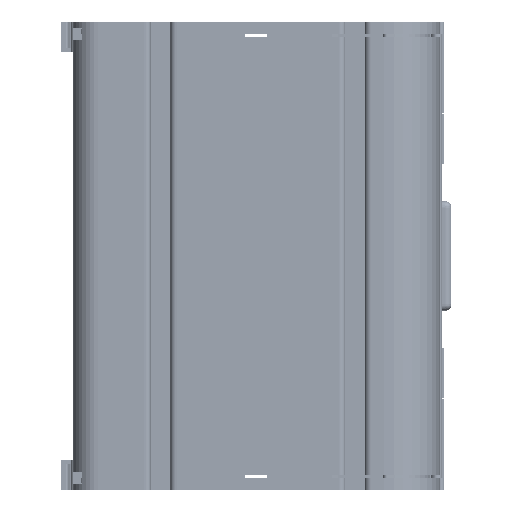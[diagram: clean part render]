
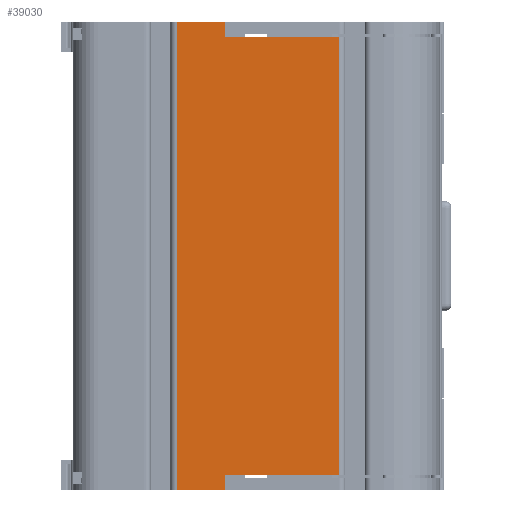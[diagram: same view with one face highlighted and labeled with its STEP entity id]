
A CAD part, front view. The second image highlights one B-rep face of the part: STEP entity #39030.
In plain terms, the highlighted planar face has unit normal (0, -1, 0).
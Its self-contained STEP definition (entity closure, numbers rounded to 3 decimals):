
#1772=FACE_OUTER_BOUND('',#3913,.T.);
#3913=EDGE_LOOP('',(#26559,#26560,#26561,#26562,#26563,#26564,#26565,#26566));
#7582=LINE('',#59041,#11909);
#7583=LINE('',#59043,#11910);
#7584=LINE('',#59045,#11911);
#7585=LINE('',#59047,#11912);
#7586=LINE('',#59049,#11913);
#7587=LINE('',#59051,#11914);
#7588=LINE('',#59053,#11915);
#7589=LINE('',#59054,#11916);
#11909=VECTOR('',#45083,11.3);
#11910=VECTOR('',#45084,3.5);
#11911=VECTOR('',#45085,26.5);
#11912=VECTOR('',#45086,102.);
#11913=VECTOR('',#45087,26.5);
#11914=VECTOR('',#45088,3.5);
#11915=VECTOR('',#45089,11.3);
#11916=VECTOR('',#45090,109.);
#16071=VERTEX_POINT('',#59039);
#16072=VERTEX_POINT('',#59040);
#16073=VERTEX_POINT('',#59042);
#16074=VERTEX_POINT('',#59044);
#16075=VERTEX_POINT('',#59046);
#16076=VERTEX_POINT('',#59048);
#16077=VERTEX_POINT('',#59050);
#16078=VERTEX_POINT('',#59052);
#20139=EDGE_CURVE('',#16071,#16072,#7582,.T.);
#20140=EDGE_CURVE('',#16071,#16073,#7583,.T.);
#20141=EDGE_CURVE('',#16074,#16073,#7584,.T.);
#20142=EDGE_CURVE('',#16074,#16075,#7585,.T.);
#20143=EDGE_CURVE('',#16075,#16076,#7586,.T.);
#20144=EDGE_CURVE('',#16077,#16076,#7587,.T.);
#20145=EDGE_CURVE('',#16077,#16078,#7588,.T.);
#20146=EDGE_CURVE('',#16078,#16072,#7589,.T.);
#26559=ORIENTED_EDGE('',*,*,#20139,.F.);
#26560=ORIENTED_EDGE('',*,*,#20140,.T.);
#26561=ORIENTED_EDGE('',*,*,#20141,.F.);
#26562=ORIENTED_EDGE('',*,*,#20142,.T.);
#26563=ORIENTED_EDGE('',*,*,#20143,.T.);
#26564=ORIENTED_EDGE('',*,*,#20144,.F.);
#26565=ORIENTED_EDGE('',*,*,#20145,.T.);
#26566=ORIENTED_EDGE('',*,*,#20146,.T.);
#36439=PLANE('',#41255);
#39030=ADVANCED_FACE('',(#1772),#36439,.F.);
#41255=AXIS2_PLACEMENT_3D('',#59038,#45081,#45082);
#45081=DIRECTION('center_axis',(0.,1.,0.));
#45082=DIRECTION('ref_axis',(0.,0.,1.));
#45083=DIRECTION('',(-1.,0.,0.));
#45084=DIRECTION('',(0.,0.,1.));
#45085=DIRECTION('',(-1.,0.,0.));
#45086=DIRECTION('',(0.,0.,1.));
#45087=DIRECTION('',(-1.,0.,0.));
#45088=DIRECTION('',(0.,0.,-1.));
#45089=DIRECTION('',(-1.,0.,0.));
#45090=DIRECTION('',(0.,0.,-1.));
#59038=CARTESIAN_POINT('Origin',(66.574,-2.624,119.));
#59039=CARTESIAN_POINT('',(-5.447,-2.624,-23.999));
#59040=CARTESIAN_POINT('',(-16.747,-2.624,-23.999));
#59041=CARTESIAN_POINT('',(66.574,-2.624,-23.999));
#59042=CARTESIAN_POINT('',(-5.447,-2.624,-20.499));
#59043=CARTESIAN_POINT('',(-5.447,-2.624,7.925));
#59044=CARTESIAN_POINT('',(21.053,-2.624,-20.499));
#59045=CARTESIAN_POINT('',(66.574,-2.624,-20.499));
#59046=CARTESIAN_POINT('',(21.053,-2.624,81.501));
#59047=CARTESIAN_POINT('',(21.053,-2.624,-281.));
#59048=CARTESIAN_POINT('',(-5.447,-2.624,81.501));
#59049=CARTESIAN_POINT('',(66.574,-2.624,81.501));
#59050=CARTESIAN_POINT('',(-5.447,-2.624,85.001));
#59051=CARTESIAN_POINT('',(-5.447,-2.624,119.));
#59052=CARTESIAN_POINT('',(-16.747,-2.624,85.001));
#59053=CARTESIAN_POINT('',(66.574,-2.624,85.001));
#59054=CARTESIAN_POINT('',(-16.747,-2.624,-396.));
